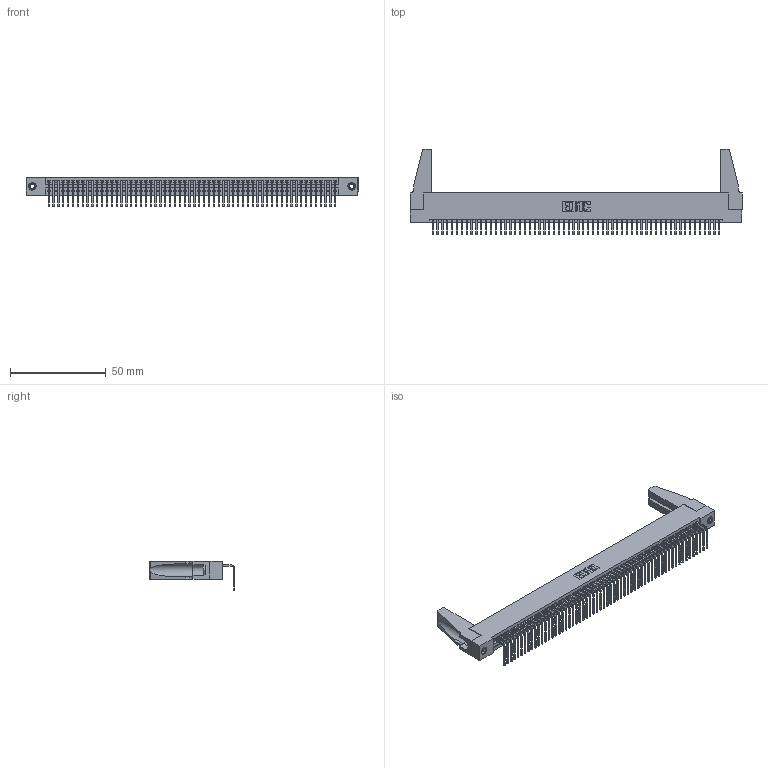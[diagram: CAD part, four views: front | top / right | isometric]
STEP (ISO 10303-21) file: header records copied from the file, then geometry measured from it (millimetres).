
FILE_DESCRIPTION (( 'STEP AP203' ), '1' );
FILE_NAME ('395-060-558-188.STEP', '2019-10-11T16:22:48', ( '' ), ( '' ), 'SwSTEP 2.0', 'SolidWorks 2016', '' );
FILE_SCHEMA (( 'CONFIG_CONTROL_DESIGN' ));
Length unit declared in the file: inch
Products named in the file (5): 345-220-078_345-220-088; 395-060-558-188; 345 Part_Flush Mounting Lugs - 0.156 Dia-TH; 345-292-001_558 Tail - 2; 345-250-001_345-250-001-102
Assembly tree (65 placements, depth 2):
  395-060-558-188
    345 Part_Flush Mounting Lugs - 0.156 Dia-TH
    345-292-001_558 Tail - 2  x60
    345-250-001_345-250-001-102  x2
    345-220-078_345-220-088  x2
Bounding box: 173.63 x 44.69 x 15.37 mm (x, y, z)
Volume: 20091.8 mm3; surface area: 26926.5 mm2
Topology: 65 solids, 65 shells, 3850 faces, 11575 edges, 7626 vertices
Faces by surface type: plane 2672, cylinder 1162, cone 12, torus 4
Entity records: 44966 total; most frequent: CARTESIAN_POINT 7778, ORIENTED_EDGE 7732, DIRECTION 6774, EDGE_CURVE 3866, LINE 3452, VECTOR 3452, VERTEX_POINT 2570, AXIS2_PLACEMENT_3D 1661
